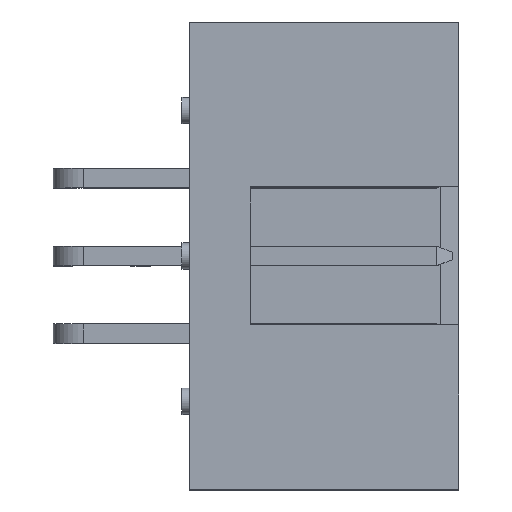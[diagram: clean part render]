
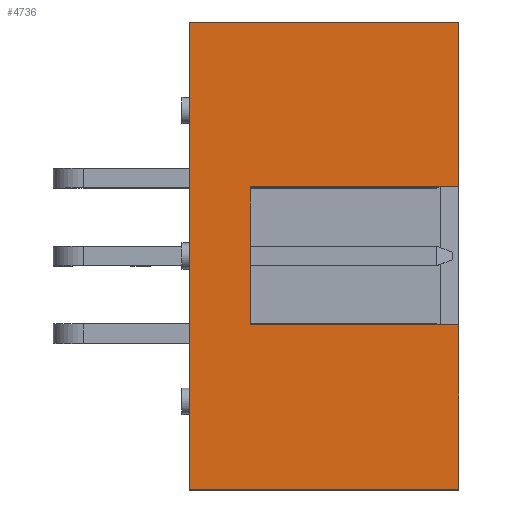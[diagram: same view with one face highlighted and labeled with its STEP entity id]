
A CAD part, top view. The second image highlights one B-rep face of the part: STEP entity #4736.
In plain terms, the highlighted face is planar.
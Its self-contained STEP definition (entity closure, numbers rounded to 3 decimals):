
#145=LINE('',#6330,#572);
#159=LINE('',#6358,#586);
#178=LINE('',#6396,#605);
#190=LINE('',#6420,#617);
#191=LINE('',#6422,#618);
#192=LINE('',#6424,#619);
#193=LINE('',#6426,#620);
#194=LINE('',#6427,#621);
#572=VECTOR('',#5380,1000.);
#586=VECTOR('',#5396,1000.);
#605=VECTOR('',#5419,1000.);
#617=VECTOR('',#5443,1000.);
#618=VECTOR('',#5446,1000.);
#619=VECTOR('',#5447,1000.);
#620=VECTOR('',#5448,1000.);
#621=VECTOR('',#5449,1000.);
#1155=ORIENTED_EDGE('',*,*,#2005,.F.);
#1156=ORIENTED_EDGE('',*,*,#1986,.T.);
#1157=ORIENTED_EDGE('',*,*,#2017,.T.);
#1158=ORIENTED_EDGE('',*,*,#2018,.F.);
#1159=ORIENTED_EDGE('',*,*,#2019,.F.);
#1160=ORIENTED_EDGE('',*,*,#2020,.F.);
#1161=ORIENTED_EDGE('',*,*,#1972,.F.);
#1162=ORIENTED_EDGE('',*,*,#2021,.F.);
#1972=EDGE_CURVE('',#2403,#2402,#145,.T.);
#1986=EDGE_CURVE('',#2417,#2416,#159,.T.);
#2005=EDGE_CURVE('',#2417,#2433,#178,.T.);
#2017=EDGE_CURVE('',#2416,#2439,#190,.T.);
#2018=EDGE_CURVE('',#2440,#2439,#191,.T.);
#2019=EDGE_CURVE('',#2441,#2440,#192,.T.);
#2020=EDGE_CURVE('',#2402,#2441,#193,.T.);
#2021=EDGE_CURVE('',#2433,#2403,#194,.T.);
#2402=VERTEX_POINT('',#6326);
#2403=VERTEX_POINT('',#6329);
#2416=VERTEX_POINT('',#6357);
#2417=VERTEX_POINT('',#6359);
#2433=VERTEX_POINT('',#6394);
#2439=VERTEX_POINT('',#6419);
#2440=VERTEX_POINT('',#6423);
#2441=VERTEX_POINT('',#6425);
#2709=EDGE_LOOP('',(#1155,#1156,#1157,#1158,#1159,#1160,#1161,#1162));
#2934=FACE_BOUND('',#2709,.T.);
#3140=PLANE('',#4958);
#4736=ADVANCED_FACE('',(#2934),#3140,.F.);
#4958=AXIS2_PLACEMENT_3D('',#6421,#5444,#5445);
#5380=DIRECTION('',(0.,0.,-1.));
#5396=DIRECTION('',(-1.,0.,0.));
#5419=DIRECTION('',(0.,0.,1.));
#5443=DIRECTION('',(0.,0.,1.));
#5444=DIRECTION('',(0.,1.,0.));
#5445=DIRECTION('',(0.,0.,1.));
#5446=DIRECTION('',(1.,0.,0.));
#5447=DIRECTION('',(0.,0.,1.));
#5448=DIRECTION('',(-1.,0.,0.));
#5449=DIRECTION('',(1.,0.,0.));
#6326=CARTESIAN_POINT('',(7.64,-4.4,-4.4));
#6329=CARTESIAN_POINT('',(7.64,-4.4,4.4));
#6330=CARTESIAN_POINT('',(7.64,-4.4,4.4));
#6357=CARTESIAN_POINT('',(-2.25,-4.4,-2.4));
#6358=CARTESIAN_POINT('',(2.25,-4.4,-2.4));
#6359=CARTESIAN_POINT('',(2.25,-4.4,-2.4));
#6394=CARTESIAN_POINT('',(2.25,-4.4,4.4));
#6396=CARTESIAN_POINT('',(2.25,-4.4,-2.4));
#6419=CARTESIAN_POINT('',(-2.25,-4.4,4.4));
#6420=CARTESIAN_POINT('',(-2.25,-4.4,-2.4));
#6421=CARTESIAN_POINT('',(0.,-4.4,0.));
#6422=CARTESIAN_POINT('',(-7.64,-4.4,4.4));
#6423=CARTESIAN_POINT('',(-7.64,-4.4,4.4));
#6424=CARTESIAN_POINT('',(-7.64,-4.4,-4.4));
#6425=CARTESIAN_POINT('',(-7.64,-4.4,-4.4));
#6426=CARTESIAN_POINT('',(7.64,-4.4,-4.4));
#6427=CARTESIAN_POINT('',(-7.64,-4.4,4.4));
